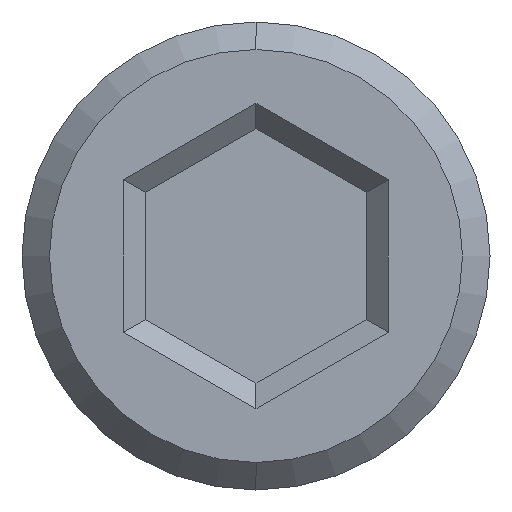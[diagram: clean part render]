
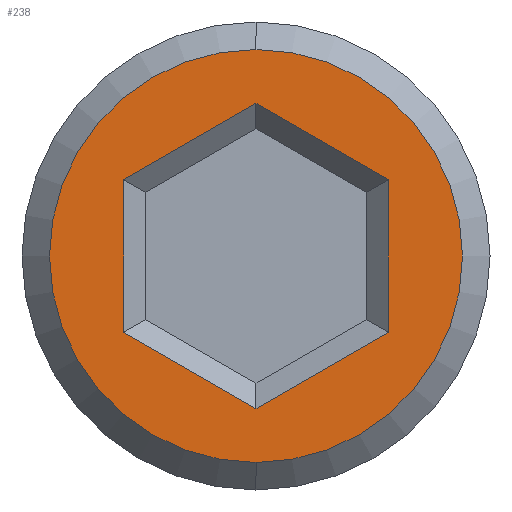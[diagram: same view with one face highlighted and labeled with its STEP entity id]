
A CAD part, left-side view. The second image highlights one B-rep face of the part: STEP entity #238.
In plain terms, the highlighted planar face has unit normal (-1, 0, 0).
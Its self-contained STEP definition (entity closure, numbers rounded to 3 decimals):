
#145 = FACE_OUTER_BOUND ( 'NONE', #910, .T. ) ;
#238 = ADVANCED_FACE ( 'NONE', ( #6327, #145 ), #650, .F. ) ;
#291 = VERTEX_POINT ( 'NONE', #730 ) ;
#367 = CARTESIAN_POINT ( 'NONE',  ( 0., 2.4, 1.386 ) ) ;
#374 = CARTESIAN_POINT ( 'NONE',  ( 0., 2.4, 1.155 ) ) ;
#650 = PLANE ( 'NONE',  #685 ) ;
#676 = EDGE_CURVE ( 'NONE', #6474, #7190, #1491, .T. ) ;
#685 = AXIS2_PLACEMENT_3D ( 'NONE', #4019, #6292, #6759 ) ;
#730 = CARTESIAN_POINT ( 'NONE',  ( 0., 0., 3.75 ) ) ;
#823 = EDGE_CURVE ( 'NONE', #291, #2306, #1716, .T. ) ;
#844 = ORIENTED_EDGE ( 'NONE', *, *, #3804, .T. ) ;
#858 = VECTOR ( 'NONE', #3643, 1000. ) ;
#910 = EDGE_LOOP ( 'NONE', ( #1248, #6179 ) ) ;
#1061 = CIRCLE ( 'NONE', #5158, 3.75 ) ;
#1077 = CARTESIAN_POINT ( 'NONE',  ( 0., 0., 0. ) ) ;
#1248 = ORIENTED_EDGE ( 'NONE', *, *, #6181, .T. ) ;
#1271 = CARTESIAN_POINT ( 'NONE',  ( 0., 0., -3.75 ) ) ;
#1301 = EDGE_CURVE ( 'NONE', #2014, #3006, #2645, .T. ) ;
#1491 = LINE ( 'NONE', #3723, #4176 ) ;
#1513 = CARTESIAN_POINT ( 'NONE',  ( 0., 0., 0. ) ) ;
#1590 = DIRECTION ( 'NONE',  ( -1., 0., 0. ) ) ;
#1716 = CIRCLE ( 'NONE', #2891, 3.75 ) ;
#1900 = VECTOR ( 'NONE', #4459, 1000. ) ;
#1915 = EDGE_CURVE ( 'NONE', #5066, #2014, #2125, .T. ) ;
#2014 = VERTEX_POINT ( 'NONE', #4251 ) ;
#2125 = LINE ( 'NONE', #6591, #4711 ) ;
#2306 = VERTEX_POINT ( 'NONE', #1271 ) ;
#2326 = EDGE_LOOP ( 'NONE', ( #4933, #3386, #5183, #4895, #3483, #844 ) ) ;
#2645 = LINE ( 'NONE', #6018, #858 ) ;
#2647 = VECTOR ( 'NONE', #5872, 1000. ) ;
#2891 = AXIS2_PLACEMENT_3D ( 'NONE', #1077, #1590, #5575 ) ;
#3006 = VERTEX_POINT ( 'NONE', #5469 ) ;
#3064 = DIRECTION ( 'NONE',  ( 0., 0., -1. ) ) ;
#3386 = ORIENTED_EDGE ( 'NONE', *, *, #7214, .T. ) ;
#3483 = ORIENTED_EDGE ( 'NONE', *, *, #3911, .T. ) ;
#3643 = DIRECTION ( 'NONE',  ( 0., -0.866, -0.5 ) ) ;
#3723 = CARTESIAN_POINT ( 'NONE',  ( 0., 2.2, -1.501 ) ) ;
#3725 = VERTEX_POINT ( 'NONE', #4853 ) ;
#3804 = EDGE_CURVE ( 'NONE', #3725, #6474, #3915, .T. ) ;
#3889 = CARTESIAN_POINT ( 'NONE',  ( 0., 0., -2.771 ) ) ;
#3911 = EDGE_CURVE ( 'NONE', #3006, #3725, #4422, .T. ) ;
#3915 = LINE ( 'NONE', #4971, #5042 ) ;
#4019 = CARTESIAN_POINT ( 'NONE',  ( 0., 0., 0. ) ) ;
#4176 = VECTOR ( 'NONE', #4299, 1000. ) ;
#4251 = CARTESIAN_POINT ( 'NONE',  ( 0., 0., 2.771 ) ) ;
#4299 = DIRECTION ( 'NONE',  ( 0., 0.866, 0.5 ) ) ;
#4357 = DIRECTION ( 'NONE',  ( 0., -0.866, 0.5 ) ) ;
#4422 = LINE ( 'NONE', #6657, #1900 ) ;
#4459 = DIRECTION ( 'NONE',  ( 0., 0., -1. ) ) ;
#4534 = DIRECTION ( 'NONE',  ( 0., 0.866, -0.5 ) ) ;
#4711 = VECTOR ( 'NONE', #4357, 1000. ) ;
#4853 = CARTESIAN_POINT ( 'NONE',  ( 0., -2.4, -1.386 ) ) ;
#4895 = ORIENTED_EDGE ( 'NONE', *, *, #1301, .T. ) ;
#4933 = ORIENTED_EDGE ( 'NONE', *, *, #676, .T. ) ;
#4971 = CARTESIAN_POINT ( 'NONE',  ( 0., -0.2, -2.656 ) ) ;
#5042 = VECTOR ( 'NONE', #4534, 1000. ) ;
#5066 = VERTEX_POINT ( 'NONE', #367 ) ;
#5158 = AXIS2_PLACEMENT_3D ( 'NONE', #1513, #6464, #3064 ) ;
#5183 = ORIENTED_EDGE ( 'NONE', *, *, #1915, .T. ) ;
#5250 = LINE ( 'NONE', #374, #2647 ) ;
#5469 = CARTESIAN_POINT ( 'NONE',  ( 0., -2.4, 1.386 ) ) ;
#5575 = DIRECTION ( 'NONE',  ( 0., 0., -1. ) ) ;
#5801 = CARTESIAN_POINT ( 'NONE',  ( 0., 2.4, -1.386 ) ) ;
#5872 = DIRECTION ( 'NONE',  ( 0., 0., 1. ) ) ;
#6018 = CARTESIAN_POINT ( 'NONE',  ( 0., -2.2, 1.501 ) ) ;
#6179 = ORIENTED_EDGE ( 'NONE', *, *, #823, .T. ) ;
#6181 = EDGE_CURVE ( 'NONE', #2306, #291, #1061, .T. ) ;
#6292 = DIRECTION ( 'NONE',  ( 1., 0., 0. ) ) ;
#6327 = FACE_BOUND ( 'NONE', #2326, .T. ) ;
#6464 = DIRECTION ( 'NONE',  ( -1., 0., 0. ) ) ;
#6474 = VERTEX_POINT ( 'NONE', #3889 ) ;
#6591 = CARTESIAN_POINT ( 'NONE',  ( 0., 0.2, 2.656 ) ) ;
#6657 = CARTESIAN_POINT ( 'NONE',  ( 0., -2.4, -1.155 ) ) ;
#6759 = DIRECTION ( 'NONE',  ( 0., 0., -1. ) ) ;
#7190 = VERTEX_POINT ( 'NONE', #5801 ) ;
#7214 = EDGE_CURVE ( 'NONE', #7190, #5066, #5250, .T. ) ;
